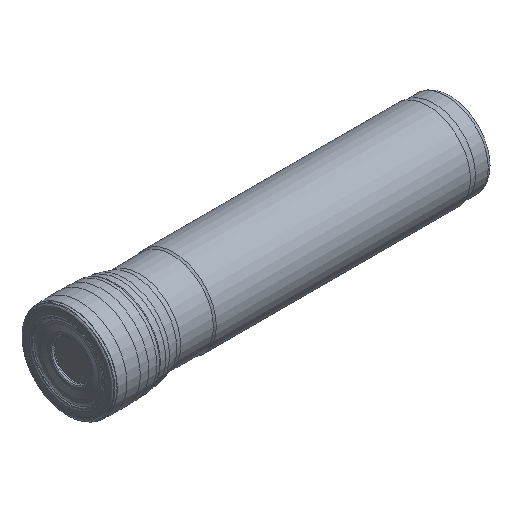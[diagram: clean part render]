
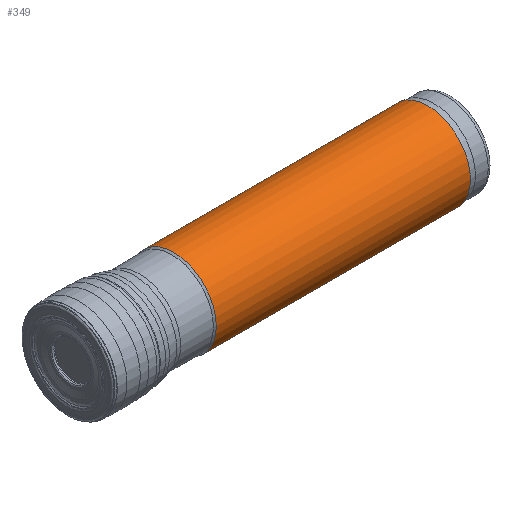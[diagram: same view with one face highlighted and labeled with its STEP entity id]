
A CAD part, isometric view. The second image highlights one B-rep face of the part: STEP entity #349.
In plain terms, the highlighted cylindrical face has radius 10 mm (diameter 20 mm), a full revolution.
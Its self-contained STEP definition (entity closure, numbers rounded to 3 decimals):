
#317=CYLINDRICAL_SURFACE('',#971,10.);
#349=ADVANCED_FACE('',(#427,#428),#317,.T.);
#427=FACE_BOUND('',#547,.T.);
#428=FACE_BOUND('',#548,.T.);
#547=EDGE_LOOP('',(#667));
#548=EDGE_LOOP('',(#668));
#667=ORIENTED_EDGE('',*,*,#834,.F.);
#668=ORIENTED_EDGE('',*,*,#833,.T.);
#773=VERTEX_POINT('',#1271);
#774=VERTEX_POINT('',#1274);
#833=EDGE_CURVE('',#773,#773,#893,.T.);
#834=EDGE_CURVE('',#774,#774,#894,.T.);
#893=CIRCLE('',#968,10.);
#894=CIRCLE('',#970,10.);
#968=AXIS2_PLACEMENT_3D('',#1270,#1080,#1081);
#970=AXIS2_PLACEMENT_3D('',#1273,#1084,#1085);
#971=AXIS2_PLACEMENT_3D('',#1275,#1086,#1087);
#1080=DIRECTION('',(-1.,0.,0.));
#1081=DIRECTION('',(0.,0.,1.));
#1084=DIRECTION('',(-1.,0.,0.));
#1085=DIRECTION('',(0.,0.,1.));
#1086=DIRECTION('',(-1.,0.,0.));
#1087=DIRECTION('',(0.,0.,1.));
#1270=CARTESIAN_POINT('',(84.582,0.,0.));
#1271=CARTESIAN_POINT('',(84.582,0.,10.));
#1273=CARTESIAN_POINT('',(25.,0.,0.));
#1274=CARTESIAN_POINT('',(25.,0.,10.));
#1275=CARTESIAN_POINT('',(0.,0.,0.));
